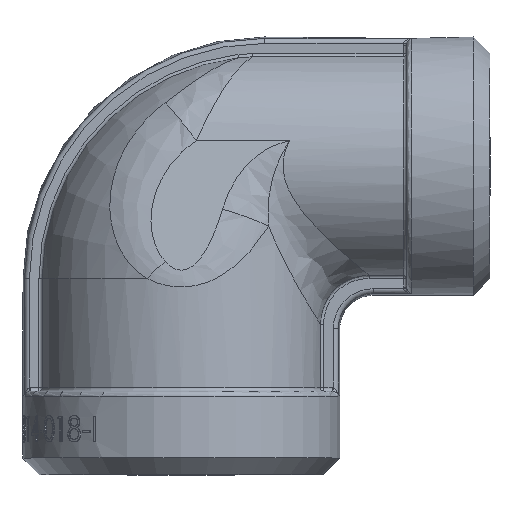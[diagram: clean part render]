
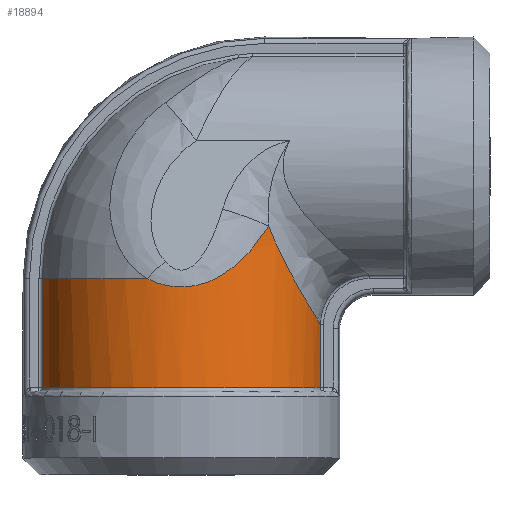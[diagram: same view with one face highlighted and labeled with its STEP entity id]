
A CAD part, top view. The second image highlights one B-rep face of the part: STEP entity #18894.
In plain terms, the highlighted cylindrical face has radius 8.5 mm (diameter 17 mm), a partial arc.
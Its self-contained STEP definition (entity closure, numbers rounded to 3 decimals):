
#1467 = ORIENTED_EDGE ( 'NONE', *, *, #15654, .T. ) ;
#1866 = VECTOR ( 'NONE', #5899, 1000. ) ;
#1918 = VECTOR ( 'NONE', #5794, 1000. ) ;
#2262 = AXIS2_PLACEMENT_3D ( 'NONE', #15498, #15499, #15472 ) ;
#2285 = CIRCLE ( 'NONE', #2304, 8.5 ) ;
#2296 = CIRCLE ( 'NONE', #2262, 8.5 ) ;
#2304 = AXIS2_PLACEMENT_3D ( 'NONE', #15570, #15572, #15573 ) ;
#4993 = CARTESIAN_POINT ( 'NONE',  ( -8.336, -6.75, 1.661 ) ) ;
#5469 = CARTESIAN_POINT ( 'NONE',  ( 6.199, -5.758, 5.816 ) ) ;
#5471 = CARTESIAN_POINT ( 'NONE',  ( 5.239, -3.612, 6.694 ) ) ;
#5478 = CARTESIAN_POINT ( 'NONE',  ( 7.285, -7.745, 4.383 ) ) ;
#5482 = CARTESIAN_POINT ( 'NONE',  ( 6.429, -6.204, 5.562 ) ) ;
#5492 = CARTESIAN_POINT ( 'NONE',  ( 7.041, -7.32, 4.761 ) ) ;
#5494 = CARTESIAN_POINT ( 'NONE',  ( 6.162, -5.684, 5.856 ) ) ;
#5496 = CARTESIAN_POINT ( 'NONE',  ( 5.794, -4.95, 6.237 ) ) ;
#5501 = CARTESIAN_POINT ( 'NONE',  ( 7.059, -7.351, 4.735 ) ) ;
#5503 = CARTESIAN_POINT ( 'NONE',  ( 7.098, -7.418, 4.677 ) ) ;
#5504 = CARTESIAN_POINT ( 'NONE',  ( 6.505, -6.348, 5.472 ) ) ;
#5505 = CARTESIAN_POINT ( 'NONE',  ( 5.492, -4.286, 6.496 ) ) ;
#5507 = CARTESIAN_POINT ( 'NONE',  ( 7.155, -7.519, 4.59 ) ) ;
#5528 = CARTESIAN_POINT ( 'NONE',  ( 8.336, -9.488, 1.661 ) ) ;
#5533 = CARTESIAN_POINT ( 'NONE',  ( 8.05, -9.029, 2.788 ) ) ;
#5535 = CARTESIAN_POINT ( 'NONE',  ( 6.314, -5.983, 5.691 ) ) ;
#5537 = CARTESIAN_POINT ( 'NONE',  ( 7.717, -8.478, 3.575 ) ) ;
#5540 = CARTESIAN_POINT ( 'NONE',  ( 7.391, -7.926, 4.201 ) ) ;
#5542 = CARTESIAN_POINT ( 'NONE',  ( 6.276, -5.909, 5.733 ) ) ;
#5549 = CARTESIAN_POINT ( 'NONE',  ( 8.222, -9.304, 2.234 ) ) ;
#5551 = CARTESIAN_POINT ( 'NONE',  ( 7.593, -8.271, 3.83 ) ) ;
#5561 = CARTESIAN_POINT ( 'NONE',  ( 6.88, -7.035, 4.998 ) ) ;
#5571 = CARTESIAN_POINT ( 'NONE',  ( 6.732, -6.769, 5.195 ) ) ;
#5773 = CARTESIAN_POINT ( 'NONE',  ( -8.336, -10.125, 1.661 ) ) ;
#5791 = LINE ( 'NONE', #5773, #1918 ) ;
#5794 = DIRECTION ( 'NONE',  ( 0., -1., 0. ) ) ;
#5824 = LINE ( 'NONE', #5878, #1866 ) ;
#5878 = CARTESIAN_POINT ( 'NONE',  ( 8.336, -10.125, 1.661 ) ) ;
#5899 = DIRECTION ( 'NONE',  ( 0., 1., 0. ) ) ;
#5915 = CARTESIAN_POINT ( 'NONE',  ( 1.841, -6.858, 8.298 ) ) ;
#5917 = CARTESIAN_POINT ( 'NONE',  ( -2.067, -6.75, 8.245 ) ) ;
#5925 = CARTESIAN_POINT ( 'NONE',  ( 2.372, -6.586, 8.164 ) ) ;
#5927 = CARTESIAN_POINT ( 'NONE',  ( 2.522, -6.494, 8.119 ) ) ;
#5929 = CARTESIAN_POINT ( 'NONE',  ( 1.804, -6.875, 8.306 ) ) ;
#5939 = CARTESIAN_POINT ( 'NONE',  ( 2.031, -6.769, 8.254 ) ) ;
#5941 = CARTESIAN_POINT ( 'NONE',  ( -0.815, -7.385, 8.559 ) ) ;
#5957 = CARTESIAN_POINT ( 'NONE',  ( 5.239, -3.612, 6.694 ) ) ;
#5975 = CARTESIAN_POINT ( 'NONE',  ( 4.713, -4.444, 7.105 ) ) ;
#5977 = CARTESIAN_POINT ( 'NONE',  ( 2.973, -6.191, 7.969 ) ) ;
#5978 = CARTESIAN_POINT ( 'NONE',  ( 1.917, -6.823, 8.281 ) ) ;
#5987 = CARTESIAN_POINT ( 'NONE',  ( 2.145, -6.71, 8.225 ) ) ;
#6007 = CARTESIAN_POINT ( 'NONE',  ( 0.506, -7.432, 8.582 ) ) ;
#6010 = CARTESIAN_POINT ( 'NONE',  ( 3.271, -5.953, 7.852 ) ) ;
#6022 = CARTESIAN_POINT ( 'NONE',  ( 4.148, -5.133, 7.447 ) ) ;
#9088 = CARTESIAN_POINT ( 'NONE',  ( 5.239, -3.612, 6.694 ) ) ;
#9096 = CARTESIAN_POINT ( 'NONE',  ( 8.336, -9.488, 1.661 ) ) ;
#9109 = CARTESIAN_POINT ( 'NONE',  ( 8.336, -13.3, 1.661 ) ) ;
#9110 = CARTESIAN_POINT ( 'NONE',  ( -2.067, -6.75, 8.245 ) ) ;
#9451 = VERTEX_POINT ( 'NONE', #22237 ) ;
#10634 = CARTESIAN_POINT ( 'NONE',  ( 0., -10.125, 0. ) ) ;
#10645 = CYLINDRICAL_SURFACE ( 'NONE', #20264, 8.5 ) ;
#10654 = DIRECTION ( 'NONE',  ( 0., 1., 0. ) ) ;
#10657 = DIRECTION ( 'NONE',  ( -1., 0., 0. ) ) ;
#11561 = FACE_OUTER_BOUND ( 'NONE', #14066, .T. ) ;
#11630 = VERTEX_POINT ( 'NONE', #4993 ) ;
#14066 = EDGE_LOOP ( 'NONE', ( #16596, #16602, #16315, #1467, #16595, #16310 ) ) ;
#15472 = DIRECTION ( 'NONE',  ( 0., 0., 1. ) ) ;
#15498 = CARTESIAN_POINT ( 'NONE',  ( 0., -13.3, 0. ) ) ;
#15499 = DIRECTION ( 'NONE',  ( 0., 1., 0. ) ) ;
#15570 = CARTESIAN_POINT ( 'NONE',  ( 0., -6.75, 0. ) ) ;
#15572 = DIRECTION ( 'NONE',  ( 0., -1., 0. ) ) ;
#15573 = DIRECTION ( 'NONE',  ( -1., 0., 0. ) ) ;
#15623 = EDGE_CURVE ( 'NONE', #19238, #19236, #18133, .T. ) ;
#15640 = EDGE_CURVE ( 'NONE', #11630, #9451, #5791, .T. ) ;
#15649 = EDGE_CURVE ( 'NONE', #19261, #19238, #5824, .T. ) ;
#15654 = EDGE_CURVE ( 'NONE', #19236, #19240, #18224, .T. ) ;
#15920 = EDGE_CURVE ( 'NONE', #9451, #19261, #2296, .T. ) ;
#15925 = EDGE_CURVE ( 'NONE', #19240, #11630, #2285, .T. ) ;
#16310 = ORIENTED_EDGE ( 'NONE', *, *, #15640, .T. ) ;
#16315 = ORIENTED_EDGE ( 'NONE', *, *, #15623, .T. ) ;
#16595 = ORIENTED_EDGE ( 'NONE', *, *, #15925, .T. ) ;
#16596 = ORIENTED_EDGE ( 'NONE', *, *, #15920, .T. ) ;
#16602 = ORIENTED_EDGE ( 'NONE', *, *, #15649, .T. ) ;
#18133 = B_SPLINE_CURVE_WITH_KNOTS ( 'NONE', 3,
 ( #5528, #5549, #5533, #5537, #5551, #5540, #5478, #5507, #5503, #5501, #5492, #5561, #5571, #5504, #5482, #5535, #5542, #5469, #5494, #5496, #5505, #5471 ),
 .UNSPECIFIED., .F., .F.,
 ( 4, 2, 2, 1, 1, 2, 2, 2, 2, 2, 2, 4 ),
 ( 0.023, 0.267, 0.389, 0.45, 0.481, 0.496, 0.511, 0.634, 0.695, 0.725, 0.756, 1. ),
 .UNSPECIFIED. ) ;
#18224 = B_SPLINE_CURVE_WITH_KNOTS ( 'NONE', 3,
 ( #5957, #5975, #6022, #6010, #5977, #5927, #5925, #5987, #5939, #5978, #5915, #5929, #6007, #5941, #5917 ),
 .UNSPECIFIED., .F., .F.,
 ( 4, 2, 2, 2, 1, 2, 2, 4 ),
 ( 0., 0.25, 0.375, 0.438, 0.469, 0.484, 0.5, 1. ),
 .UNSPECIFIED. ) ;
#18894 = ADVANCED_FACE ( 'NONE', ( #11561 ), #10645, .T. ) ;
#19236 = VERTEX_POINT ( 'NONE', #9088 ) ;
#19238 = VERTEX_POINT ( 'NONE', #9096 ) ;
#19240 = VERTEX_POINT ( 'NONE', #9110 ) ;
#19261 = VERTEX_POINT ( 'NONE', #9109 ) ;
#20264 = AXIS2_PLACEMENT_3D ( 'NONE', #10634, #10654, #10657 ) ;
#22237 = CARTESIAN_POINT ( 'NONE',  ( -8.336, -13.3, 1.661 ) ) ;
